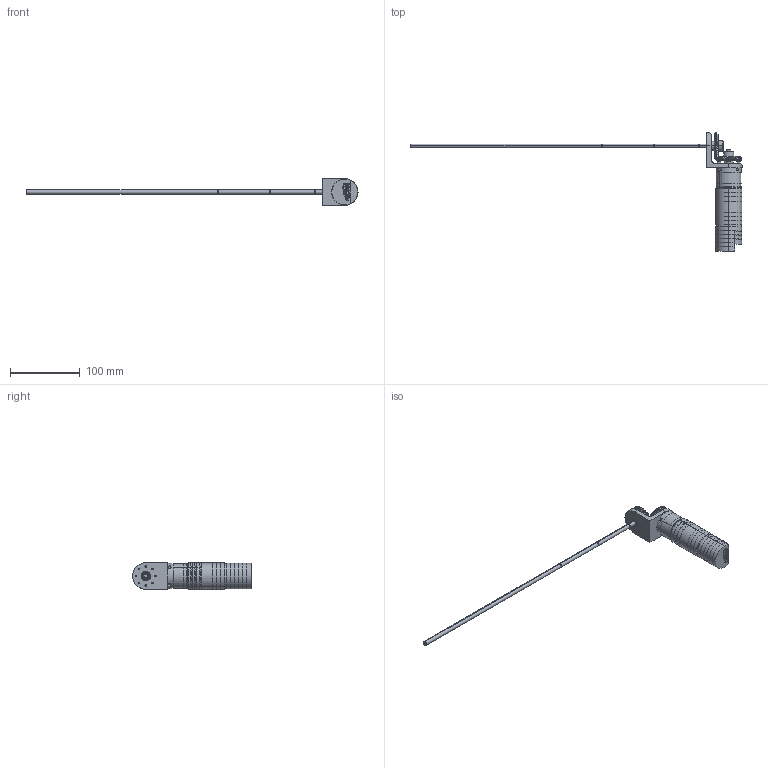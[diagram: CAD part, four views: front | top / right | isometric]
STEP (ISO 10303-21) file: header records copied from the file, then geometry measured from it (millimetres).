
FILE_DESCRIPTION (( 'STEP AP214' ), '1' );
FILE_NAME ('am-4824 NeveRest Bevel Gearbox.STEP', '2022-10-17T19:09:24', ( '' ), ( '' ), 'SwSTEP 2.0', 'SolidWorks 2022', '' );
FILE_SCHEMA (( 'AUTOMOTIVE_DESIGN' ));
Length unit declared in the file: inch
Products named in the file (30): am-4376 17T 0.5mod NeveRest Orbital Pinion; am-4608b NeveRest Orbital 264 Gearmotor; am-1664 0.257ID 0.5OD 0.438L Al Spacer; am-3637b NeveRest Orbital 3.7 Gearmotor; SHCS M3 x 16mm; NR Orbital 1 Stage Gearbox; 6mm x 12mm Flanged -Mcm 7804K142_7804K142; 97633A150_BLACK-FINISH STEEL EXTERNAL RETAINING RING_97633A150_grv; Shim; NeveRest Orbital 1 Stage Gearbox 6mm D; SHCS M3 x 10mm; am-4826 30T 1.25MOD 6mm D; NeveRest Orbital 3 Stage Gearbox 6mm D; 6mm D-Shaft 100mm Rev4; 7804K117_STAINLESS STEEL BALL BEARING_7804K117; NeveRest Orbital 2 Stage Gearbox 6mm D; NR Orbital 4 Stage Gearbox; am-3637b NeveRest Orbital 20 Gearmotor; NR Orbital 3 Stage Gearbox; NeveRest Orbital 4 Stage Gearbox 6mm D; 6mm D-Shaft 36mm Rev3; am-4610b NeveRest Orbital 14 Gearmotor; am-4824 NeveRest Bevel Gearbox; 6mm D-Shaft 175mm Rev3; am-1665 0.257ID 0.5OD 0.297L Al Spacer; ip-4825 NeveRest Bevel Housing_Double Mount Holes; 6mm D-Shaft 450mm Rev3; NR Orbital 2 Stage Gearbox; am-4609b NeveRest Orbital 51 Gearmotor; am-3104 NeveRest Motor
Assembly tree (67 placements, depth 4):
  am-4824 NeveRest Bevel Gearbox
    ip-4825 NeveRest Bevel Housing_Double Mount Holes
    6mm x 12mm Flanged -Mcm 7804K142_7804K142  x2
    am-1665 0.257ID 0.5OD 0.297L Al Spacer
    am-1664 0.257ID 0.5OD 0.438L Al Spacer
    am-4826 30T 1.25MOD 6mm D  x2
    am-3637b NeveRest Orbital 3.7 Gearmotor
      NR Orbital 1 Stage Gearbox
        NeveRest Orbital 1 Stage Gearbox 6mm D
        SHCS M3 x 16mm  x4
        7804K117_STAINLESS STEEL BALL BEARING_7804K117
        97633A150_BLACK-FINISH STEEL EXTERNAL RETAINING RING_97633A150_grv
        Shim
      am-3104 NeveRest Motor
      am-4376 17T 0.5mod NeveRest Orbital Pinion
    am-4610b NeveRest Orbital 14 Gearmotor
      NR Orbital 2 Stage Gearbox
        NeveRest Orbital 2 Stage Gearbox 6mm D
        SHCS M3 x 16mm  x4
        7804K117_STAINLESS STEEL BALL BEARING_7804K117
        97633A150_BLACK-FINISH STEEL EXTERNAL RETAINING RING_97633A150_grv
        Shim
      am-3104 NeveRest Motor
      am-4376 17T 0.5mod NeveRest Orbital Pinion
    am-3637b NeveRest Orbital 20 Gearmotor
      NR Orbital 2 Stage Gearbox
        NeveRest Orbital 2 Stage Gearbox 6mm D
        SHCS M3 x 16mm  x4
        7804K117_STAINLESS STEEL BALL BEARING_7804K117
        97633A150_BLACK-FINISH STEEL EXTERNAL RETAINING RING_97633A150_grv
        Shim
      am-3104 NeveRest Motor
      am-4376 17T 0.5mod NeveRest Orbital Pinion
    am-4609b NeveRest Orbital 51 Gearmotor
      NR Orbital 3 Stage Gearbox
        NeveRest Orbital 3 Stage Gearbox 6mm D
        7804K117_STAINLESS STEEL BALL BEARING_7804K117
        97633A150_BLACK-FINISH STEEL EXTERNAL RETAINING RING_97633A150_grv
        Shim
        SHCS M3 x 16mm  x4
      am-3104 NeveRest Motor
      am-4376 17T 0.5mod NeveRest Orbital Pinion
    am-4608b NeveRest Orbital 264 Gearmotor
      NR Orbital 4 Stage Gearbox
        NeveRest Orbital 4 Stage Gearbox 6mm D
        7804K117_STAINLESS STEEL BALL BEARING_7804K117
        97633A150_BLACK-FINISH STEEL EXTERNAL RETAINING RING_97633A150_grv
        Shim
        SHCS M3 x 16mm  x4
      am-3104 NeveRest Motor
      am-4376 17T 0.5mod NeveRest Orbital Pinion
    SHCS M3 x 10mm  x4
    6mm D-Shaft 36mm Rev3
    6mm D-Shaft 100mm Rev4
    6mm D-Shaft 175mm Rev3
    6mm D-Shaft 450mm Rev3
Bounding box: 476.73 x 170.64 x 38.1 mm (x, y, z)
Volume: 616005.8 mm3; surface area: 152387.5 mm2
Topology: 172 solids, 172 shells, 4490 faces, 11671 edges, 7620 vertices
Faces by surface type: plane 1538, cylinder 1354, bspline 946, cone 412, sphere 168, torus 72
Entity records: 72562 total; most frequent: CARTESIAN_POINT 25400, ORIENTED_EDGE 7398, DIRECTION 6594, EDGE_CURVE 3699, AXIS2_PLACEMENT_3D 2540, VERTEX_POINT 2438, EDGE_LOOP 1711, VECTOR 1514
